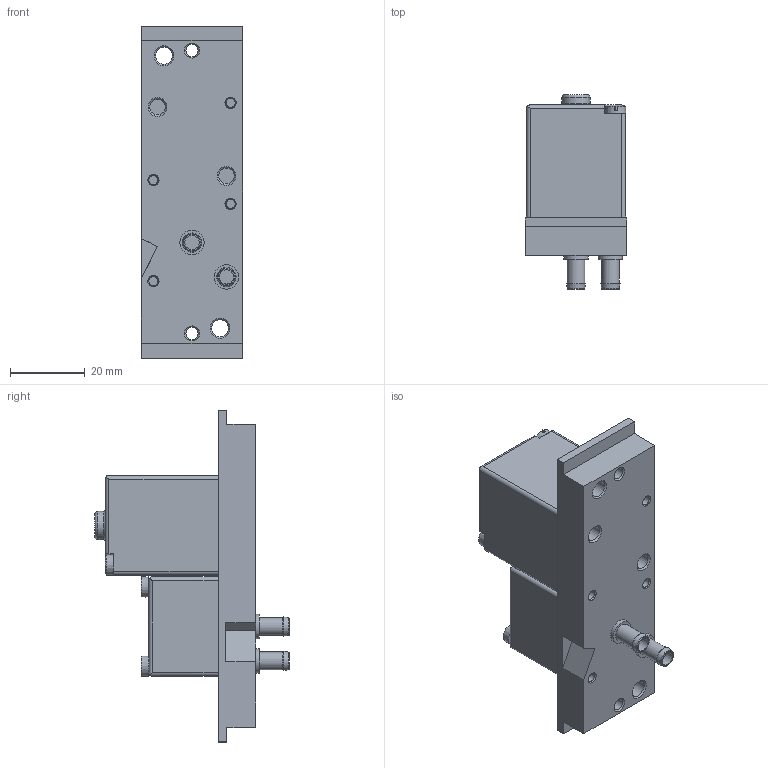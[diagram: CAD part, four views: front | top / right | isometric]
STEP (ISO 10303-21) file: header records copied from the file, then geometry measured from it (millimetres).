
FILE_DESCRIPTION(/* description */ ('STEP AP214'),/* implementation_level */ '2;1');
FILE_NAME(/* name */ '7425_VK-R-M5',/* time_stamp */ '2024-09-16T14:44:25+02:00',/* author */ ('License CC BY-ND 4.0'),/* organization */ ('CADENAS'),/* preprocessor_version */ 'ST-DEVELOPER v19.3',/* originating_system */ 'PARTsolutions',/* authorisation */ ' ');
FILE_SCHEMA (('AUTOMOTIVE_DESIGN {1 0 10303 214 3 1 1}'));
Length unit declared in the file: millimetre
Products named in the file (1): 7425 VK-R-M5---(400)
Bounding box: 27 x 52 x 88.7 mm (x, y, z)
Volume: 55300.6 mm3; surface area: 13915.8 mm2
Topology: 1 solids, 1 shells, 147 faces, 338 edges, 212 vertices
Faces by surface type: plane 82, cylinder 39, cone 18, torus 8
Full cylindrical faces by diameter (mm): 2.459 x4, 3 x2, 3.242 x2, 3.8 x2, 4.134 x2, 4.5 x2, 4.8 x2, 6 x2, 6.5 x2, 7.5 x1
Entity records: 4936 total; most frequent: DIRECTION 693, CARTESIAN_POINT 687, ORIENTED_EDGE 570, EDGE_CURVE 285, AXIS2_PLACEMENT_3D 276, EDGE_LOOP 221, FACE_BOUND 221, VERTEX_POINT 206
